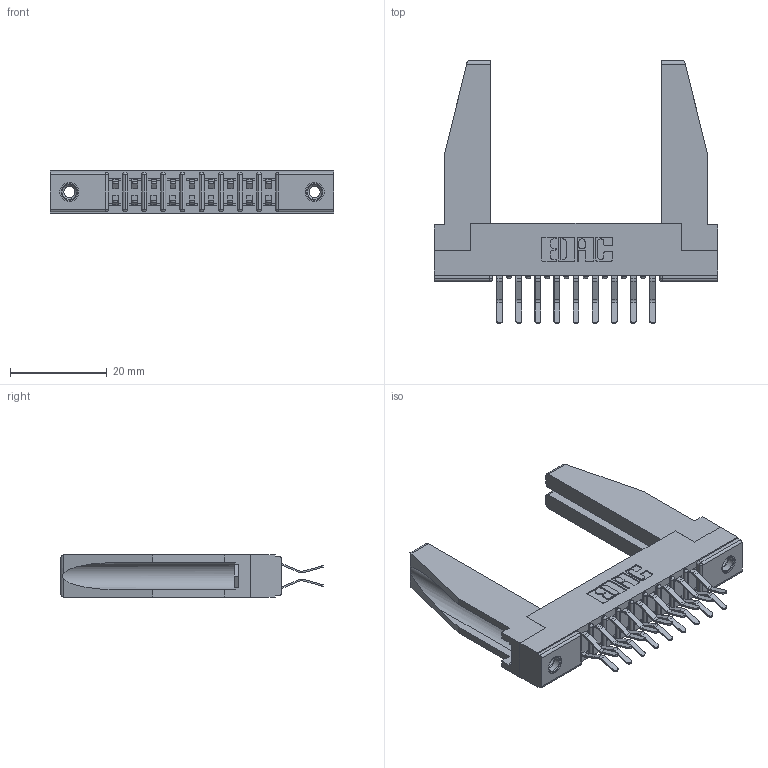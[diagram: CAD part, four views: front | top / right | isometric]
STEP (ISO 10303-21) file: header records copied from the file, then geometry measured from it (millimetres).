
FILE_DESCRIPTION (( 'STEP AP203' ), '1' );
FILE_NAME ('307-018-460-278.STEP', '2020-09-28T19:31:48', ( '' ), ( '' ), 'SwSTEP 2.0', 'SolidWorks 2020', '' );
FILE_SCHEMA (( 'CONFIG_CONTROL_DESIGN' ));
Length unit declared in the file: inch
Products named in the file (5): 307-290-001_560; 307-018-460-278; 345-250-001_345-250-001-102; 307 Part_.156 Dia Mounting Holes; 307-220-078
Assembly tree (23 placements, depth 2):
  307-018-460-278
    307 Part_.156 Dia Mounting Holes
    307-290-001_560  x18
    307-220-078  x2
    345-250-001_345-250-001-102  x2
Bounding box: 58.67 x 54.43 x 8.71 mm (x, y, z)
Volume: 7855.1 mm3; surface area: 10103.3 mm2
Topology: 23 solids, 23 shells, 1158 faces, 3209 edges, 2078 vertices
Faces by surface type: plane 748, cylinder 374, sphere 20, cone 12, torus 4
Entity records: 14615 total; most frequent: CARTESIAN_POINT 2411, ORIENTED_EDGE 2344, DIRECTION 2330, EDGE_CURVE 1172, VECTOR 888, LINE 888, VERTEX_POINT 760, AXIS2_PLACEMENT_3D 721
